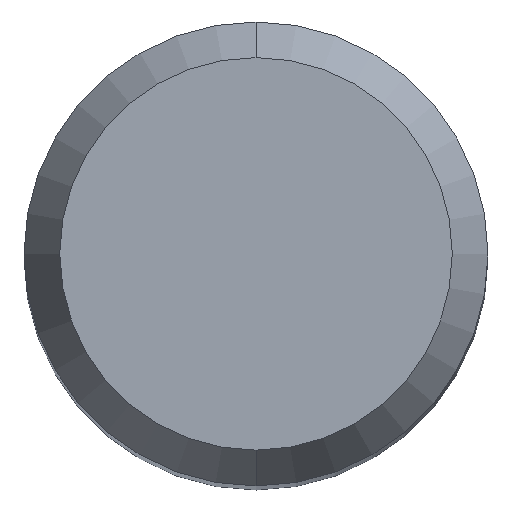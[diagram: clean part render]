
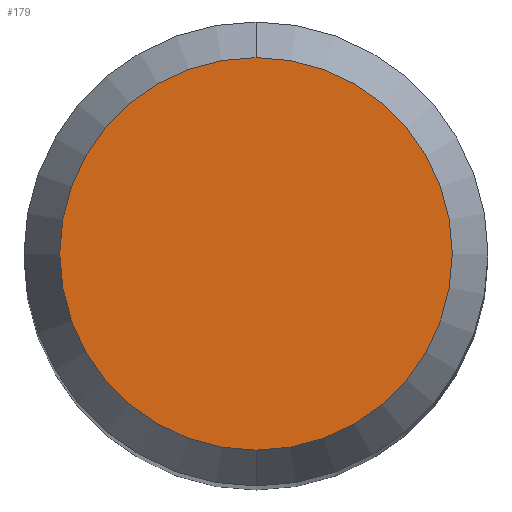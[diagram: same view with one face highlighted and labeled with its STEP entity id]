
A CAD part, top view. The second image highlights one B-rep face of the part: STEP entity #179.
In plain terms, the highlighted planar face has unit normal (0, 0, 1).
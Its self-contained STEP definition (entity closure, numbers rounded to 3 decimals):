
#179=ADVANCED_FACE('',(#458),#459,.T.);
#251=EDGE_CURVE('',#315,#295,#539,.T.);
#295=VERTEX_POINT('',#589);
#315=VERTEX_POINT('',#611);
#403=EDGE_CURVE('',#295,#315,#703,.T.);
#458=FACE_OUTER_BOUND('',#782,.T.);
#459=PLANE('',#783);
#539=CIRCLE('',#970,2.538);
#589=CARTESIAN_POINT('',(0.0,2.538,29.688));
#611=CARTESIAN_POINT('',(0.,-2.538,29.688));
#703=CIRCLE('',#1320,2.538);
#782=EDGE_LOOP('',(#1374,#1375));
#783=AXIS2_PLACEMENT_3D('',#1376,#1377,#1378);
#970=AXIS2_PLACEMENT_3D('',#1484,#1485,#1486);
#1320=AXIS2_PLACEMENT_3D('',#1637,#1638,#1639);
#1374=ORIENTED_EDGE('',*,*,#403,.F.);
#1375=ORIENTED_EDGE('',*,*,#251,.F.);
#1376=CARTESIAN_POINT('',(0.0,1.269,29.688));
#1377=DIRECTION('',(-0.0,0.0,1.0));
#1378=DIRECTION('',(0.0,-1.0,0.0));
#1484=CARTESIAN_POINT('',(0.0,0.0,29.688));
#1485=DIRECTION('',(0.0,0.0,-1.0));
#1486=DIRECTION('',(0.0,1.0,0.0));
#1637=CARTESIAN_POINT('',(0.0,0.0,29.688));
#1638=DIRECTION('',(0.0,0.0,-1.0));
#1639=DIRECTION('',(0.0,1.0,0.0));
